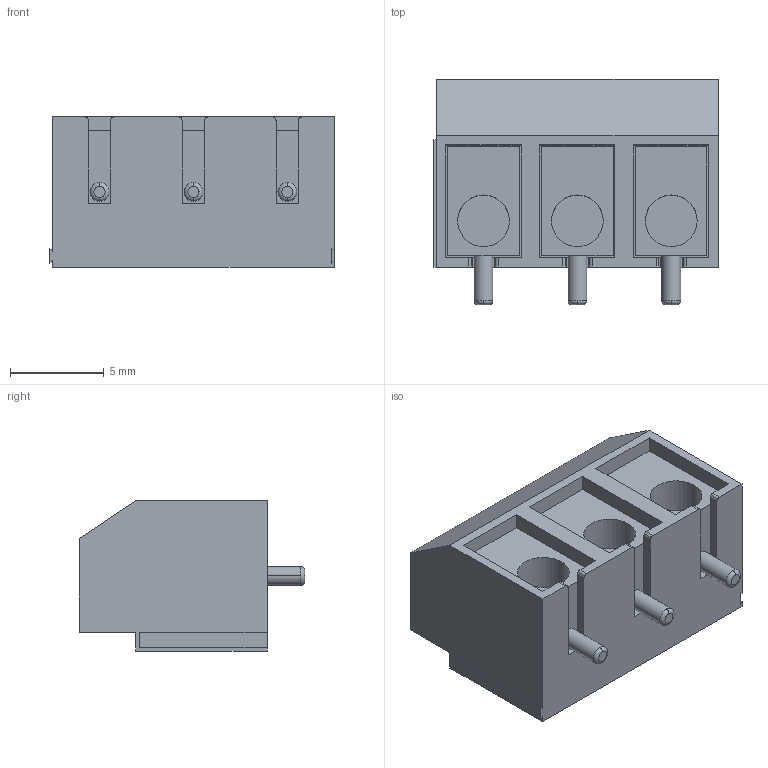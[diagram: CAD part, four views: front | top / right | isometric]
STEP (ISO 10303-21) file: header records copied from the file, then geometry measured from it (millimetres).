
FILE_DESCRIPTION (( 'STEP AP214' ), '1' );
FILE_NAME ('terminalblok.STEP', '2022-01-16T19:16:07', ( '' ), ( '' ), 'SwSTEP 2.0', 'SolidWorks 2020', '' );
FILE_SCHEMA (( 'AUTOMOTIVE_DESIGN' ));
Length unit declared in the file: inch
Products named in the file (1): terminalblok
Bounding box: 15.15 x 12 x 8 mm (x, y, z)
Volume: 868.6 mm3; surface area: 1952.5 mm2
Topology: 10 solids, 10 shells, 206 faces, 525 edges, 342 vertices
Faces by surface type: plane 110, cylinder 84, torus 12
Entity records: 6376 total; most frequent: CARTESIAN_POINT 1146, DIRECTION 1071, ORIENTED_EDGE 1050, EDGE_CURVE 525, AXIS2_PLACEMENT_3D 363, LINE 345, VECTOR 345, VERTEX_POINT 342
